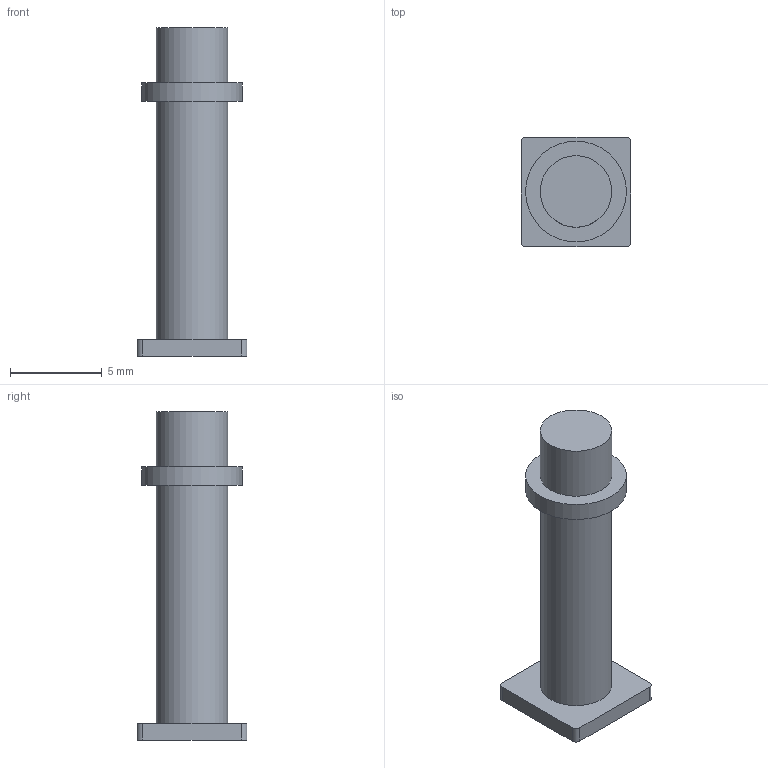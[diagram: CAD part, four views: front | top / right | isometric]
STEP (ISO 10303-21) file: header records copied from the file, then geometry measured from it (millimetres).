
FILE_DESCRIPTION(/* description */ (''),/* implementation_level */ '2;1');
FILE_NAME(/* name */ 'button.step',/* time_stamp */ '2025-12-14T13:29:36+02:00',/* author */ (''),/* organization */ (''),/* preprocessor_version */ 'ST-DEVELOPER v20.1',/* originating_system */ 'Autodesk Translation Framework v14.21.0.0',/* authorisation */ '');
FILE_SCHEMA (('AUTOMOTIVE_DESIGN { 1 0 10303 214 3 1 1 }'));
Length unit declared in the file: millimetre
Products named in the file (2): v3; btn
Assembly tree (1 placements, depth 2):
  v3
    btn
Bounding box: 6 x 6 x 17.9 mm (x, y, z)
Volume: 243.6 mm3; surface area: 333.6 mm2
Topology: 1 solids, 1 shells, 18 faces, 36 edges, 24 vertices
Faces by surface type: plane 10, cylinder 8
Full cylindrical faces by diameter (mm): 3.9 x3, 5.5 x1
Entity records: 529 total; most frequent: DIRECTION 94, CARTESIAN_POINT 81, ORIENTED_EDGE 72, AXIS2_PLACEMENT_3D 37, EDGE_CURVE 36, VERTEX_POINT 24, EDGE_LOOP 22, LINE 20
